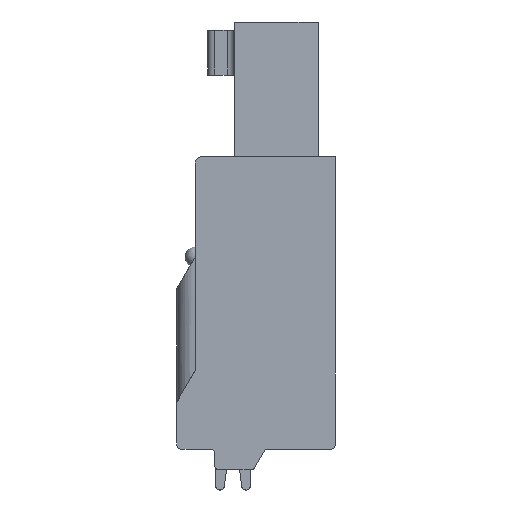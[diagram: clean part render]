
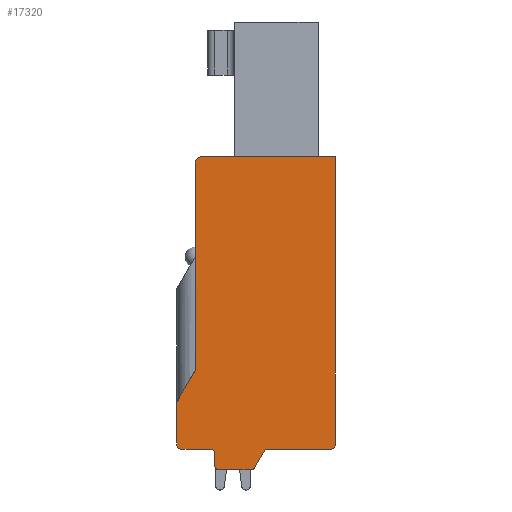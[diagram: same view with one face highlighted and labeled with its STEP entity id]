
A CAD part, front view. The second image highlights one B-rep face of the part: STEP entity #17320.
In plain terms, the highlighted planar face has unit normal (0, -1, 0).
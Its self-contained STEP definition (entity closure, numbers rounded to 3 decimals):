
#1790=DIRECTION('',(0.,0.,-1.));
#1791=VECTOR('',#1790,10.141);
#1792=CARTESIAN_POINT('',(-6.85,0.,-0.3));
#1793=LINE('',#1792,#1791);
#2044=DIRECTION('',(0.,0.,-1.));
#2045=VECTOR('',#2044,2.1);
#2046=CARTESIAN_POINT('',(-7.75,0.,-12.));
#2047=LINE('',#2046,#2045);
#2060=DIRECTION('',(1.,0.,0.));
#2061=VECTOR('',#2060,1.45);
#2062=CARTESIAN_POINT('',(-7.55,0.,-14.3));
#2063=LINE('',#2062,#2061);
#2068=DIRECTION('',(1.,0.,0.));
#2069=VECTOR('',#2068,3.107);
#2070=CARTESIAN_POINT('',(-3.307,0.,-14.3));
#2071=LINE('',#2070,#2069);
#2338=DIRECTION('',(0.,0.,1.));
#2339=VECTOR('',#2338,14.1);
#2340=CARTESIAN_POINT('',(0.,0.,-14.1));
#2341=LINE('',#2340,#2339);
#2967=DIRECTION('',(1.,0.,0.));
#2968=VECTOR('',#2967,6.55);
#2969=CARTESIAN_POINT('',(-6.55,0.,0.));
#2970=LINE('',#2969,#2968);
#2971=CARTESIAN_POINT('',(-0.2,0.,-14.1));
#2972=DIRECTION('',(0.,1.,0.));
#2973=DIRECTION('',(1.,0.,0.));
#2974=AXIS2_PLACEMENT_3D('',#2971,#2972,#2973);
#2976=CARTESIAN_POINT('',(-3.307,0.,-14.5));
#2977=DIRECTION('',(0.,-1.,0.));
#2978=DIRECTION('',(0.,0.,1.));
#2979=AXIS2_PLACEMENT_3D('',#2976,#2977,#2978);
#2981=DIRECTION('',(-0.5,0.,-0.866));
#2982=VECTOR('',#2981,0.924);
#2983=CARTESIAN_POINT('',(-3.48,0.,-14.4));
#2984=LINE('',#2983,#2982);
#2985=CARTESIAN_POINT('',(-4.115,0.,-15.1));
#2986=DIRECTION('',(0.,1.,0.));
#2987=DIRECTION('',(0.866,0.,-0.5));
#2988=AXIS2_PLACEMENT_3D('',#2985,#2986,#2987);
#2990=CARTESIAN_POINT('',(-5.7,0.,-15.1));
#2991=DIRECTION('',(0.,1.,0.));
#2992=DIRECTION('',(0.,0.,-1.));
#2993=AXIS2_PLACEMENT_3D('',#2990,#2991,#2992);
#2995=CARTESIAN_POINT('',(-6.1,0.,-14.5));
#2996=DIRECTION('',(0.,-1.,0.));
#2997=DIRECTION('',(1.,0.,0.));
#2998=AXIS2_PLACEMENT_3D('',#2995,#2996,#2997);
#3000=CARTESIAN_POINT('',(-7.55,0.,-14.1));
#3001=DIRECTION('',(0.,1.,0.));
#3002=DIRECTION('',(0.,0.,-1.));
#3003=AXIS2_PLACEMENT_3D('',#3000,#3001,#3002);
#3005=DIRECTION('',(0.5,0.,0.866));
#3006=VECTOR('',#3005,1.8);
#3007=CARTESIAN_POINT('',(-7.75,0.,-12.));
#3008=LINE('',#3007,#3006);
#3009=CARTESIAN_POINT('',(-6.55,0.,-0.3));
#3010=DIRECTION('',(0.,1.,0.));
#3011=DIRECTION('',(-1.,0.,0.));
#3012=AXIS2_PLACEMENT_3D('',#3009,#3010,#3011);
#3062=DIRECTION('',(0.,0.,-1.));
#3063=VECTOR('',#3062,0.6);
#3064=CARTESIAN_POINT('',(-5.9,0.,-14.5));
#3065=LINE('',#3064,#3063);
#3074=DIRECTION('',(1.,0.,0.));
#3075=VECTOR('',#3074,1.585);
#3076=CARTESIAN_POINT('',(-5.7,0.,-15.3));
#3077=LINE('',#3076,#3075);
#10847=CARTESIAN_POINT('',(-6.85,0.,-0.3));
#10848=VERTEX_POINT('',#10847);
#10849=CARTESIAN_POINT('',(-6.85,0.,-10.441));
#10850=VERTEX_POINT('',#10849);
#10916=CARTESIAN_POINT('',(-7.75,0.,-12.));
#10917=VERTEX_POINT('',#10916);
#10918=CARTESIAN_POINT('',(-7.75,0.,-14.1));
#10919=VERTEX_POINT('',#10918);
#10920=CARTESIAN_POINT('',(-7.55,0.,-14.3));
#10921=VERTEX_POINT('',#10920);
#10922=CARTESIAN_POINT('',(-6.1,0.,-14.3));
#10923=VERTEX_POINT('',#10922);
#10928=CARTESIAN_POINT('',(-3.307,0.,-14.3));
#10929=VERTEX_POINT('',#10928);
#10930=CARTESIAN_POINT('',(-0.2,0.,-14.3));
#10931=VERTEX_POINT('',#10930);
#10988=CARTESIAN_POINT('',(0.,0.,-14.1));
#10989=VERTEX_POINT('',#10988);
#10990=CARTESIAN_POINT('',(0.,0.,0.));
#10991=VERTEX_POINT('',#10990);
#10992=CARTESIAN_POINT('',(-6.55,0.,0.));
#10993=VERTEX_POINT('',#10992);
#11020=CARTESIAN_POINT('',(-3.48,0.,-14.4));
#11021=VERTEX_POINT('',#11020);
#11022=CARTESIAN_POINT('',(-3.942,0.,-15.2));
#11023=VERTEX_POINT('',#11022);
#11024=CARTESIAN_POINT('',(-4.115,0.,-15.3));
#11025=VERTEX_POINT('',#11024);
#11026=CARTESIAN_POINT('',(-5.7,0.,-15.3));
#11027=VERTEX_POINT('',#11026);
#11028=CARTESIAN_POINT('',(-5.9,0.,-15.1));
#11029=VERTEX_POINT('',#11028);
#11030=CARTESIAN_POINT('',(-5.9,0.,-14.5));
#11031=VERTEX_POINT('',#11030);
#17287=CARTESIAN_POINT('',(0.,0.,0.));
#17288=DIRECTION('',(0.,1.,0.));
#17289=DIRECTION('',(1.,0.,0.));
#17290=AXIS2_PLACEMENT_3D('',#17287,#17288,#17289);
#17291=PLANE('',#17290);
#17292=ORIENTED_EDGE('',*,*,#16676,.T.);
#17293=ORIENTED_EDGE('',*,*,#16647,.F.);
#17294=ORIENTED_EDGE('',*,*,#16632,.T.);
#17295=ORIENTED_EDGE('',*,*,#16289,.F.);
#17297=ORIENTED_EDGE('',*,*,#17296,.T.);
#17299=ORIENTED_EDGE('',*,*,#17298,.T.);
#17301=ORIENTED_EDGE('',*,*,#17300,.T.);
#17303=ORIENTED_EDGE('',*,*,#17302,.F.);
#17305=ORIENTED_EDGE('',*,*,#17304,.T.);
#17307=ORIENTED_EDGE('',*,*,#17306,.F.);
#17309=ORIENTED_EDGE('',*,*,#17308,.T.);
#17310=ORIENTED_EDGE('',*,*,#16281,.F.);
#17311=ORIENTED_EDGE('',*,*,#16258,.T.);
#17312=ORIENTED_EDGE('',*,*,#16243,.F.);
#17314=ORIENTED_EDGE('',*,*,#17313,.T.);
#17315=ORIENTED_EDGE('',*,*,#15941,.F.);
#17317=ORIENTED_EDGE('',*,*,#17316,.T.);
#17318=EDGE_LOOP('',(#17292,#17293,#17294,#17295,#17297,#17299,#17301,#17303,
#17305,#17307,#17309,#17310,#17311,#17312,#17314,#17315,#17317));
#17319=FACE_OUTER_BOUND('',#17318,.F.);
#2975=CIRCLE('',#2974,0.2);
#2980=CIRCLE('',#2979,0.2);
#2989=CIRCLE('',#2988,0.2);
#2994=CIRCLE('',#2993,0.2);
#2999=CIRCLE('',#2998,0.2);
#3004=CIRCLE('',#3003,0.2);
#3013=CIRCLE('',#3012,0.3);
#15941=EDGE_CURVE('',#10848,#10850,#1793,.T.);
#16243=EDGE_CURVE('',#10917,#10919,#2047,.T.);
#16258=EDGE_CURVE('',#10921,#10919,#3004,.T.);
#16281=EDGE_CURVE('',#10921,#10923,#2063,.T.);
#16289=EDGE_CURVE('',#10929,#10931,#2071,.T.);
#16632=EDGE_CURVE('',#10989,#10931,#2975,.T.);
#16647=EDGE_CURVE('',#10989,#10991,#2341,.T.);
#16676=EDGE_CURVE('',#10993,#10991,#2970,.T.);
#17296=EDGE_CURVE('',#10929,#11021,#2980,.T.);
#17298=EDGE_CURVE('',#11021,#11023,#2984,.T.);
#17300=EDGE_CURVE('',#11023,#11025,#2989,.T.);
#17302=EDGE_CURVE('',#11027,#11025,#3077,.T.);
#17304=EDGE_CURVE('',#11027,#11029,#2994,.T.);
#17306=EDGE_CURVE('',#11031,#11029,#3065,.T.);
#17308=EDGE_CURVE('',#11031,#10923,#2999,.T.);
#17313=EDGE_CURVE('',#10917,#10850,#3008,.T.);
#17316=EDGE_CURVE('',#10848,#10993,#3013,.T.);
#17320=ADVANCED_FACE('',(#17319),#17291,.F.);
